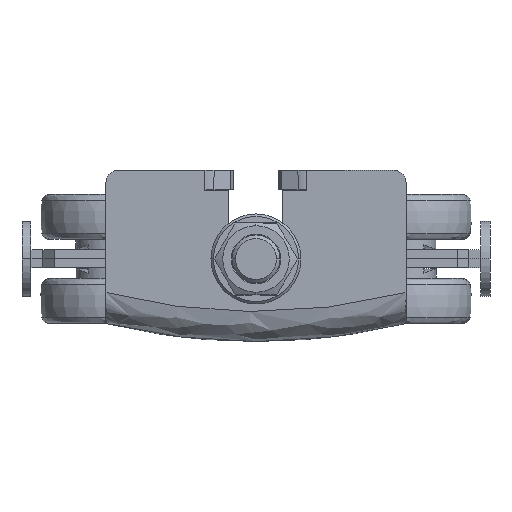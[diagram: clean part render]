
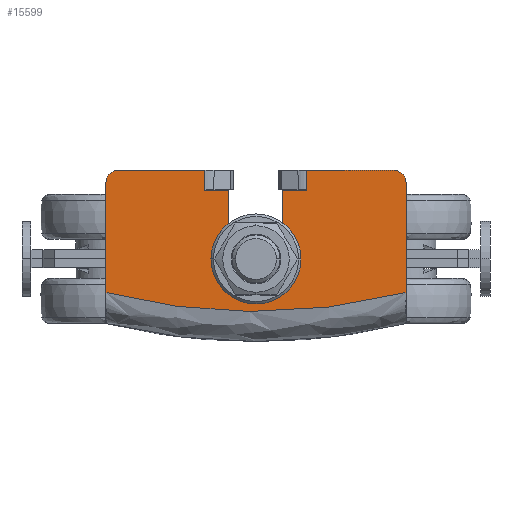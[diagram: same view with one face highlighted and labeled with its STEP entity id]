
A CAD part, front view. The second image highlights one B-rep face of the part: STEP entity #15599.
In plain terms, the highlighted planar face has unit normal (0, -1, 0).
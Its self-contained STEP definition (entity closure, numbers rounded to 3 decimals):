
#697 = VERTEX_POINT ( 'NONE', #31751 ) ;
#1133 = DIRECTION ( 'NONE',  ( 1., 0., 0. ) ) ;
#1301 = VECTOR ( 'NONE', #15370, 1000. ) ;
#1472 = DIRECTION ( 'NONE',  ( 0., 1., 0. ) ) ;
#1487 = VECTOR ( 'NONE', #27776, 1000. ) ;
#1549 = DIRECTION ( 'NONE',  ( 0., 0., 1. ) ) ;
#1557 = VERTEX_POINT ( 'NONE', #16743 ) ;
#1646 = CARTESIAN_POINT ( 'NONE',  ( -50., 0., -11.193 ) ) ;
#1905 = CARTESIAN_POINT ( 'NONE',  ( 17., 0., 23. ) ) ;
#2315 = CARTESIAN_POINT ( 'NONE',  ( -9., 0., 0. ) ) ;
#2491 = ORIENTED_EDGE ( 'NONE', *, *, #4079, .F. ) ;
#2850 = VERTEX_POINT ( 'NONE', #11557 ) ;
#2852 = ORIENTED_EDGE ( 'NONE', *, *, #23771, .F. ) ;
#2860 = EDGE_CURVE ( 'NONE', #7114, #1557, #27817, .T. ) ;
#3004 = CARTESIAN_POINT ( 'NONE',  ( -17., 0., 22.8 ) ) ;
#3370 = LINE ( 'NONE', #5810, #11778 ) ;
#3686 = EDGE_CURVE ( 'NONE', #32218, #2850, #3370, .T. ) ;
#4079 = EDGE_CURVE ( 'NONE', #24771, #29744, #27192, .T. ) ;
#4675 = EDGE_CURVE ( 'NONE', #28784, #29694, #18440, .T. ) ;
#4824 = LINE ( 'NONE', #18588, #31697 ) ;
#5020 = CARTESIAN_POINT ( 'NONE',  ( -50., 0., -11.193 ) ) ;
#5321 = EDGE_CURVE ( 'NONE', #13880, #19443, #18822, .T. ) ;
#5340 = EDGE_CURVE ( 'NONE', #17637, #28784, #33090, .T. ) ;
#5500 = ORIENTED_EDGE ( 'NONE', *, *, #7218, .F. ) ;
#5533 = EDGE_CURVE ( 'NONE', #27051, #13880, #34179, .T. ) ;
#5566 = VECTOR ( 'NONE', #21701, 1000. ) ;
#5682 = DIRECTION ( 'NONE',  ( 0., 0., 1. ) ) ;
#5810 = CARTESIAN_POINT ( 'NONE',  ( 50., 0., 0. ) ) ;
#6988 = CARTESIAN_POINT ( 'NONE',  ( -46., 0., 29.5 ) ) ;
#7092 = CARTESIAN_POINT ( 'NONE',  ( 17., 0., 22.8 ) ) ;
#7114 = VERTEX_POINT ( 'NONE', #31516 ) ;
#7218 = EDGE_CURVE ( 'NONE', #2850, #23801, #13253, .T. ) ;
#7287 = CARTESIAN_POINT ( 'NONE',  ( -17.022, 0., -19.647 ) ) ;
#7330 = ORIENTED_EDGE ( 'NONE', *, *, #7670, .F. ) ;
#7670 = EDGE_CURVE ( 'NONE', #23801, #27051, #21389, .T. ) ;
#7787 = CARTESIAN_POINT ( 'NONE',  ( -9., 0., 22.8 ) ) ;
#8006 = CARTESIAN_POINT ( 'NONE',  ( 9., 0., -5.5 ) ) ;
#8716 = CARTESIAN_POINT ( 'NONE',  ( 0., 0., 22.8 ) ) ;
#8953 = PLANE ( 'NONE',  #30483 ) ;
#9810 = EDGE_CURVE ( 'NONE', #19443, #24771, #4824, .T. ) ;
#9977 = DIRECTION ( 'NONE',  ( 1., 0., 0. ) ) ;
#10162 = EDGE_CURVE ( 'NONE', #697, #15691, #34566, .T. ) ;
#10253 = ORIENTED_EDGE ( 'NONE', *, *, #4675, .F. ) ;
#10265 = LINE ( 'NONE', #2315, #1301 ) ;
#10362 = EDGE_CURVE ( 'NONE', #15813, #697, #10265, .T. ) ;
#10587 = VECTOR ( 'NONE', #18086, 1000. ) ;
#10930 = EDGE_LOOP ( 'NONE', ( #2852, #33864, #31271, #10253, #15489, #28477, #10940, #30161, #30310, #2491, #18188, #13411, #14382, #7330, #5500, #22478 ) ) ;
#10940 = ORIENTED_EDGE ( 'NONE', *, *, #10162, .F. ) ;
#10985 = CARTESIAN_POINT ( 'NONE',  ( 17., 0., 23. ) ) ;
#11557 = CARTESIAN_POINT ( 'NONE',  ( 50., 0., -11.193 ) ) ;
#11778 = VECTOR ( 'NONE', #16576, 1000. ) ;
#13253 =( BOUNDED_CURVE ( )  B_SPLINE_CURVE ( 3, ( #20909, #31467, #7287, #5020 ),
 .UNSPECIFIED., .F., .F. ) 
 B_SPLINE_CURVE_WITH_KNOTS ( ( 4, 4 ),
 ( 0., 1. ),
 .UNSPECIFIED. ) 
 CURVE ( )  GEOMETRIC_REPRESENTATION_ITEM ( )  RATIONAL_B_SPLINE_CURVE ( ( 1., 0.979, 0.979, 1. ) ) 
 REPRESENTATION_ITEM ( '' )  );
#13411 = ORIENTED_EDGE ( 'NONE', *, *, #5321, .F. ) ;
#13514 = DIRECTION ( 'NONE',  ( 1., 0., 0. ) ) ;
#13880 = VERTEX_POINT ( 'NONE', #6988 ) ;
#14382 = ORIENTED_EDGE ( 'NONE', *, *, #5533, .F. ) ;
#14406 = DIRECTION ( 'NONE',  ( 1., 0., 0. ) ) ;
#14756 = CARTESIAN_POINT ( 'NONE',  ( 9., 0., 0. ) ) ;
#14942 = DIRECTION ( 'NONE',  ( 0., 1., 0. ) ) ;
#15370 = DIRECTION ( 'NONE',  ( 0., 0., -1. ) ) ;
#15489 = ORIENTED_EDGE ( 'NONE', *, *, #5340, .F. ) ;
#15574 = DIRECTION ( 'NONE',  ( 0., 0., -1. ) ) ;
#15599 = ADVANCED_FACE ( 'NONE', ( #19899 ), #8953, .F. ) ;
#15691 = VERTEX_POINT ( 'NONE', #8006 ) ;
#15813 = VERTEX_POINT ( 'NONE', #7787 ) ;
#15890 = DIRECTION ( 'NONE',  ( 0., 0., 1. ) ) ;
#16576 = DIRECTION ( 'NONE',  ( 0., 0., -1. ) ) ;
#16743 = CARTESIAN_POINT ( 'NONE',  ( 46., 0., 29.5 ) ) ;
#17219 = DIRECTION ( 'NONE',  ( 0., 0., 1. ) ) ;
#17637 = VERTEX_POINT ( 'NONE', #21680 ) ;
#17700 = AXIS2_PLACEMENT_3D ( 'NONE', #28301, #1472, #1133 ) ;
#17766 = CARTESIAN_POINT ( 'NONE',  ( 0., 0., 0. ) ) ;
#17827 = EDGE_CURVE ( 'NONE', #15691, #17637, #32958, .T. ) ;
#18086 = DIRECTION ( 'NONE',  ( 1., 0., 0. ) ) ;
#18188 = ORIENTED_EDGE ( 'NONE', *, *, #9810, .F. ) ;
#18440 = LINE ( 'NONE', #10985, #29691 ) ;
#18588 = CARTESIAN_POINT ( 'NONE',  ( -17., 0., 0. ) ) ;
#18822 = LINE ( 'NONE', #29568, #26309 ) ;
#18966 = AXIS2_PLACEMENT_3D ( 'NONE', #20918, #31647, #34494 ) ;
#19325 = AXIS2_PLACEMENT_3D ( 'NONE', #23390, #23039, #9977 ) ;
#19443 = VERTEX_POINT ( 'NONE', #33048 ) ;
#19713 = CARTESIAN_POINT ( 'NONE',  ( 0., 0., 29.5 ) ) ;
#19864 = CARTESIAN_POINT ( 'NONE',  ( 50., 0., 25.5 ) ) ;
#19899 = FACE_OUTER_BOUND ( 'NONE', #10930, .T. ) ;
#20909 = CARTESIAN_POINT ( 'NONE',  ( 50., 0., -11.193 ) ) ;
#20918 = CARTESIAN_POINT ( 'NONE',  ( -46., 0., 25.5 ) ) ;
#21389 = LINE ( 'NONE', #34274, #30596 ) ;
#21607 = CARTESIAN_POINT ( 'NONE',  ( -50., 0., 25.5 ) ) ;
#21680 = CARTESIAN_POINT ( 'NONE',  ( 9., 0., 22.8 ) ) ;
#21701 = DIRECTION ( 'NONE',  ( 0., 0., -1. ) ) ;
#21859 = CARTESIAN_POINT ( 'NONE',  ( -17., 0., 22.8 ) ) ;
#22478 = ORIENTED_EDGE ( 'NONE', *, *, #3686, .F. ) ;
#22785 = CARTESIAN_POINT ( 'NONE',  ( -17., 0., 23. ) ) ;
#23032 = LINE ( 'NONE', #28843, #10587 ) ;
#23039 = DIRECTION ( 'NONE',  ( 0., -1., 0. ) ) ;
#23390 = CARTESIAN_POINT ( 'NONE',  ( 0., 0., -5.5 ) ) ;
#23771 = EDGE_CURVE ( 'NONE', #1557, #32218, #32917, .T. ) ;
#23801 = VERTEX_POINT ( 'NONE', #1646 ) ;
#24771 = VERTEX_POINT ( 'NONE', #22785 ) ;
#26309 = VECTOR ( 'NONE', #13514, 1000. ) ;
#27051 = VERTEX_POINT ( 'NONE', #21607 ) ;
#27192 = LINE ( 'NONE', #3004, #5566 ) ;
#27776 = DIRECTION ( 'NONE',  ( 1., 0., 0. ) ) ;
#27817 = LINE ( 'NONE', #19713, #30376 ) ;
#28301 = CARTESIAN_POINT ( 'NONE',  ( 46., 0., 25.5 ) ) ;
#28477 = ORIENTED_EDGE ( 'NONE', *, *, #17827, .F. ) ;
#28550 = CARTESIAN_POINT ( 'NONE',  ( 17., 0., 0. ) ) ;
#28784 = VERTEX_POINT ( 'NONE', #7092 ) ;
#28843 = CARTESIAN_POINT ( 'NONE',  ( 0., 0., 22.8 ) ) ;
#29234 = EDGE_CURVE ( 'NONE', #29694, #7114, #30990, .T. ) ;
#29568 = CARTESIAN_POINT ( 'NONE',  ( 0., 0., 29.5 ) ) ;
#29691 = VECTOR ( 'NONE', #5682, 1000. ) ;
#29694 = VERTEX_POINT ( 'NONE', #1905 ) ;
#29744 = VERTEX_POINT ( 'NONE', #21859 ) ;
#30081 = EDGE_CURVE ( 'NONE', #29744, #15813, #23032, .T. ) ;
#30098 = VECTOR ( 'NONE', #17219, 1000. ) ;
#30161 = ORIENTED_EDGE ( 'NONE', *, *, #10362, .F. ) ;
#30310 = ORIENTED_EDGE ( 'NONE', *, *, #30081, .F. ) ;
#30376 = VECTOR ( 'NONE', #14406, 1000. ) ;
#30483 = AXIS2_PLACEMENT_3D ( 'NONE', #17766, #14942, #34379 ) ;
#30596 = VECTOR ( 'NONE', #15890, 1000. ) ;
#30759 = VECTOR ( 'NONE', #1549, 1000. ) ;
#30990 = LINE ( 'NONE', #28550, #30759 ) ;
#31271 = ORIENTED_EDGE ( 'NONE', *, *, #29234, .F. ) ;
#31467 = CARTESIAN_POINT ( 'NONE',  ( 17.022, 0., -19.647 ) ) ;
#31516 = CARTESIAN_POINT ( 'NONE',  ( 17., 0., 29.5 ) ) ;
#31647 = DIRECTION ( 'NONE',  ( 0., 1., 0. ) ) ;
#31697 = VECTOR ( 'NONE', #15574, 1000. ) ;
#31751 = CARTESIAN_POINT ( 'NONE',  ( -9., 0., -5.5 ) ) ;
#32218 = VERTEX_POINT ( 'NONE', #19864 ) ;
#32917 = CIRCLE ( 'NONE', #17700, 4. ) ;
#32958 = LINE ( 'NONE', #14756, #30098 ) ;
#33048 = CARTESIAN_POINT ( 'NONE',  ( -17., 0., 29.5 ) ) ;
#33090 = LINE ( 'NONE', #8716, #1487 ) ;
#33864 = ORIENTED_EDGE ( 'NONE', *, *, #2860, .F. ) ;
#34179 = CIRCLE ( 'NONE', #18966, 4. ) ;
#34274 = CARTESIAN_POINT ( 'NONE',  ( -50., 0., 0. ) ) ;
#34379 = DIRECTION ( 'NONE',  ( -1., 0., 0. ) ) ;
#34494 = DIRECTION ( 'NONE',  ( 1., 0., 0. ) ) ;
#34566 = CIRCLE ( 'NONE', #19325, 9. ) ;
